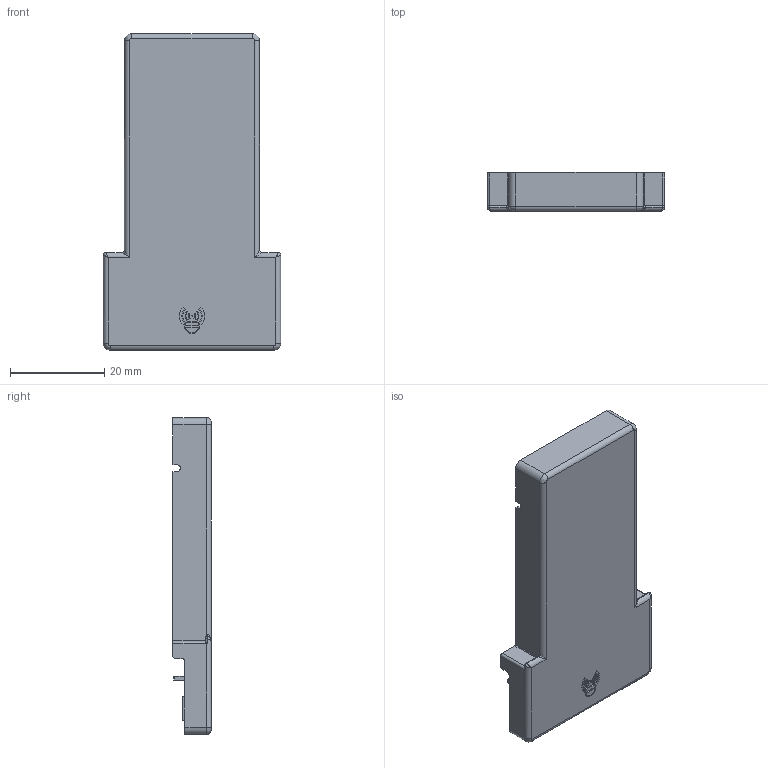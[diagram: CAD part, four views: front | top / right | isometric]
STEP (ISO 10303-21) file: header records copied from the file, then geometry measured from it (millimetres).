
FILE_DESCRIPTION(/* description */ (''),/* implementation_level */ '2;1');
FILE_NAME(/* name */ 'Case top.step',/* time_stamp */ '2021-10-14T04:04:04+06:00',/* author */ (''),/* organization */ (''),/* preprocessor_version */ 'ST-DEVELOPER v18.1',/* originating_system */ 'Autodesk Translation Framework v10.10.0.1391',/* authorisation */ '');
FILE_SCHEMA (('AUTOMOTIVE_DESIGN { 1 0 10303 214 3 1 1 }'));
Length unit declared in the file: millimetre
Products named in the file (1): Case top
Bounding box: 37.7 x 8.18 x 67.3 mm (x, y, z)
Volume: 4052.7 mm3; surface area: 7247.6 mm2
Topology: 1 solids, 1 shells, 277 faces, 733 edges, 462 vertices
Faces by surface type: plane 131, cylinder 116, bspline 17, sphere 8, torus 5
Full cylindrical faces by diameter (mm): 1.25 x2, 1.26 x2
Entity records: 8872 total; most frequent: CARTESIAN_POINT 1904, DIRECTION 1474, ORIENTED_EDGE 1452, EDGE_CURVE 726, AXIS2_PLACEMENT_3D 504, LINE 466, VECTOR 466, VERTEX_POINT 462
